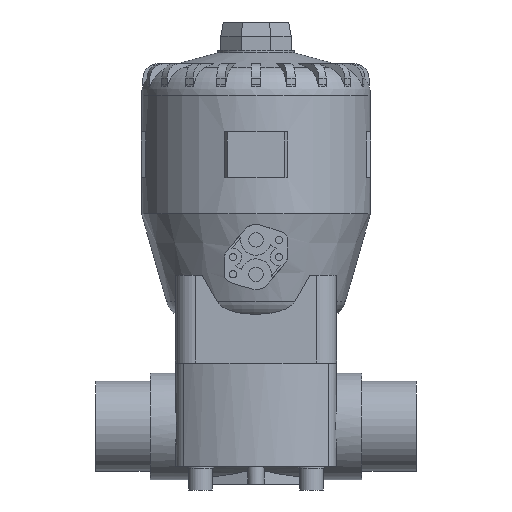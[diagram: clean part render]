
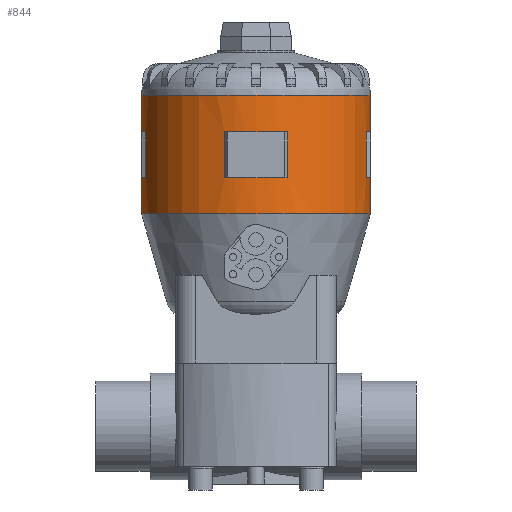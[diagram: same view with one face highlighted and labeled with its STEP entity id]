
A CAD part, front view. The second image highlights one B-rep face of the part: STEP entity #844.
In plain terms, the highlighted cylindrical face has radius 80 mm (diameter 160 mm), a partial arc.
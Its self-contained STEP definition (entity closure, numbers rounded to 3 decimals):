
#844=ADVANCED_FACE('',(#1753,#1754),#1755,.T.);
#1753=FACE_OUTER_BOUND('',#2731,.T.);
#1754=FACE_BOUND('',#2732,.T.);
#1755=CYLINDRICAL_SURFACE('',#2733,80.0);
#2731=EDGE_LOOP('',(#5246,#5247,#5248,#5249,#5250,#5251,#5252,#5253,#5254,#5255,#5256,#5257));
#2732=EDGE_LOOP('',(#5258,#5259,#5260,#5261,#5262,#5263));
#2733=AXIS2_PLACEMENT_3D('',#5264,#5265,#5266);
#5246=ORIENTED_EDGE('',*,*,#6035,.T.);
#5247=ORIENTED_EDGE('',*,*,#6302,.T.);
#5248=ORIENTED_EDGE('',*,*,#6306,.T.);
#5249=ORIENTED_EDGE('',*,*,#6295,.T.);
#5250=ORIENTED_EDGE('',*,*,#6042,.T.);
#5251=ORIENTED_EDGE('',*,*,#6436,.F.);
#5252=ORIENTED_EDGE('',*,*,#6040,.T.);
#5253=ORIENTED_EDGE('',*,*,#6341,.T.);
#5254=ORIENTED_EDGE('',*,*,#6353,.T.);
#5255=ORIENTED_EDGE('',*,*,#6356,.T.);
#5256=ORIENTED_EDGE('',*,*,#6036,.T.);
#5257=ORIENTED_EDGE('',*,*,#6854,.T.);
#5258=ORIENTED_EDGE('',*,*,#6327,.T.);
#5259=ORIENTED_EDGE('',*,*,#6315,.T.);
#5260=ORIENTED_EDGE('',*,*,#6319,.T.);
#5261=ORIENTED_EDGE('',*,*,#6333,.T.);
#5262=ORIENTED_EDGE('',*,*,#6336,.T.);
#5263=ORIENTED_EDGE('',*,*,#6323,.T.);
#5264=CARTESIAN_POINT('',(0.0,0.0,189.854));
#5265=DIRECTION('',(0.0,0.0,1.0));
#5266=DIRECTION('',(1.0,0.0,0.0));
#6035=EDGE_CURVE('',#7207,#7332,#7333,.T.);
#6036=EDGE_CURVE('',#7334,#7227,#7335,.T.);
#6040=EDGE_CURVE('',#7342,#7340,#7343,.T.);
#6042=EDGE_CURVE('',#7346,#7344,#7347,.T.);
#6295=EDGE_CURVE('',#7726,#7346,#7727,.T.);
#6302=EDGE_CURVE('',#7332,#7736,#7737,.T.);
#6306=EDGE_CURVE('',#7736,#7726,#7742,.T.);
#6315=EDGE_CURVE('',#7752,#7753,#7754,.T.);
#6319=EDGE_CURVE('',#7753,#7759,#7760,.T.);
#6323=EDGE_CURVE('',#7765,#7766,#7767,.T.);
#6327=EDGE_CURVE('',#7766,#7752,#7772,.T.);
#6333=EDGE_CURVE('',#7759,#7779,#7780,.T.);
#6336=EDGE_CURVE('',#7779,#7765,#7783,.T.);
#6341=EDGE_CURVE('',#7340,#7789,#7790,.T.);
#6353=EDGE_CURVE('',#7789,#7805,#7806,.T.);
#6356=EDGE_CURVE('',#7805,#7334,#7809,.T.);
#6436=EDGE_CURVE('',#7342,#7344,#7941,.T.);
#6854=EDGE_CURVE('',#7227,#7207,#8517,.T.);
#7207=VERTEX_POINT('',#9302);
#7227=VERTEX_POINT('',#9359);
#7332=VERTEX_POINT('',#9649);
#7333=LINE('',#9650,#9651);
#7334=VERTEX_POINT('',#9652);
#7335=LINE('',#9653,#9654);
#7340=VERTEX_POINT('',#9660);
#7342=VERTEX_POINT('',#9662);
#7343=LINE('',#9663,#9664);
#7344=VERTEX_POINT('',#9665);
#7346=VERTEX_POINT('',#9667);
#7347=LINE('',#9668,#9669);
#7726=VERTEX_POINT('',#10851);
#7727=CIRCLE('',#10852,80.0);
#7736=VERTEX_POINT('',#10865);
#7737=CIRCLE('',#10866,80.0);
#7742=LINE('',#10873,#10874);
#7752=VERTEX_POINT('',#10888);
#7753=VERTEX_POINT('',#10889);
#7754=CIRCLE('',#10890,80.0);
#7759=VERTEX_POINT('',#10897);
#7760=CIRCLE('',#10898,80.0);
#7765=VERTEX_POINT('',#10905);
#7766=VERTEX_POINT('',#10906);
#7767=CIRCLE('',#10907,80.0);
#7772=LINE('',#10914,#10915);
#7779=VERTEX_POINT('',#10925);
#7780=LINE('',#10926,#10927);
#7783=CIRCLE('',#10931,80.0);
#7789=VERTEX_POINT('',#10939);
#7790=CIRCLE('',#10940,80.0);
#7805=VERTEX_POINT('',#10962);
#7806=LINE('',#10963,#10964);
#7809=CIRCLE('',#10968,80.0);
#7941=CIRCLE('',#11652,80.0);
#8517=CIRCLE('',#12765,80.0);
#9302=CARTESIAN_POINT('',(80.0,0.0,148.463));
#9359=CARTESIAN_POINT('',(-80.0,0.,148.463));
#9649=CARTESIAN_POINT('',(80.0,0.,173.755));
#9650=CARTESIAN_POINT('',(80.0,0.,189.854));
#9651=VECTOR('',#13405,1.0);
#9652=CARTESIAN_POINT('',(-80.0,0.,173.755));
#9653=CARTESIAN_POINT('',(-80.0,0.,189.854));
#9654=VECTOR('',#13406,1.0);
#9660=CARTESIAN_POINT('',(-80.0,0.,205.755));
#9662=CARTESIAN_POINT('',(-80.0,0.,231.245));
#9663=CARTESIAN_POINT('',(-80.0,0.,189.854));
#9664=VECTOR('',#13414,1.0);
#9665=CARTESIAN_POINT('',(80.0,0.0,231.245));
#9667=CARTESIAN_POINT('',(80.0,0.,205.755));
#9668=CARTESIAN_POINT('',(80.0,0.,189.854));
#9669=VECTOR('',#13418,1.0);
#10851=CARTESIAN_POINT('',(76.887,-22.101,205.755));
#10852=AXIS2_PLACEMENT_3D('',#13677,#13678,#13679);
#10865=CARTESIAN_POINT('',(76.887,-22.101,173.755));
#10866=AXIS2_PLACEMENT_3D('',#13684,#13685,#13686);
#10873=CARTESIAN_POINT('',(76.887,-22.101,189.755));
#10874=VECTOR('',#13689,1.0);
#10888=CARTESIAN_POINT('',(-22.101,-76.887,205.755));
#10889=CARTESIAN_POINT('',(0.,-80.0,205.755));
#10890=AXIS2_PLACEMENT_3D('',#13694,#13695,#13696);
#10897=CARTESIAN_POINT('',(22.101,-76.887,205.755));
#10898=AXIS2_PLACEMENT_3D('',#13699,#13700,#13701);
#10905=CARTESIAN_POINT('',(0.,-80.0,173.755));
#10906=CARTESIAN_POINT('',(-22.101,-76.887,173.755));
#10907=AXIS2_PLACEMENT_3D('',#13704,#13705,#13706);
#10914=CARTESIAN_POINT('',(-22.101,-76.887,189.755));
#10915=VECTOR('',#13709,1.0);
#10925=CARTESIAN_POINT('',(22.101,-76.887,173.755));
#10926=CARTESIAN_POINT('',(22.101,-76.887,189.755));
#10927=VECTOR('',#13713,1.0);
#10931=AXIS2_PLACEMENT_3D('',#13715,#13716,#13717);
#10939=CARTESIAN_POINT('',(-76.887,-22.101,205.755));
#10940=AXIS2_PLACEMENT_3D('',#13720,#13721,#13722);
#10962=CARTESIAN_POINT('',(-76.887,-22.101,173.755));
#10963=CARTESIAN_POINT('',(-76.887,-22.101,189.755));
#10964=VECTOR('',#13730,1.0);
#10968=AXIS2_PLACEMENT_3D('',#13732,#13733,#13734);
#11652=AXIS2_PLACEMENT_3D('',#13797,#13798,#13799);
#12765=AXIS2_PLACEMENT_3D('',#14264,#14265,#14266);
#13405=DIRECTION('',(0.0,0.0,1.0));
#13406=DIRECTION('',(-0.0,-0.0,-1.0));
#13414=DIRECTION('',(-0.0,-0.0,-1.0));
#13418=DIRECTION('',(0.0,0.0,1.0));
#13677=CARTESIAN_POINT('',(0.0,0.0,205.755));
#13678=DIRECTION('',(0.0,-0.0,1.0));
#13679=DIRECTION('',(1.0,0.0,0.0));
#13684=CARTESIAN_POINT('',(0.0,0.0,173.755));
#13685=DIRECTION('',(0.0,0.0,-1.0));
#13686=DIRECTION('',(1.0,0.0,0.0));
#13689=DIRECTION('',(0.0,0.0,1.0));
#13694=CARTESIAN_POINT('',(0.0,0.0,205.755));
#13695=DIRECTION('',(0.0,-0.0,1.0));
#13696=DIRECTION('',(1.0,0.0,0.0));
#13699=CARTESIAN_POINT('',(0.0,0.0,205.755));
#13700=DIRECTION('',(0.0,-0.0,1.0));
#13701=DIRECTION('',(1.0,0.0,0.0));
#13704=CARTESIAN_POINT('',(0.0,0.0,173.755));
#13705=DIRECTION('',(0.0,0.0,-1.0));
#13706=DIRECTION('',(1.0,0.0,0.0));
#13709=DIRECTION('',(0.0,0.0,1.0));
#13713=DIRECTION('',(-0.0,-0.0,-1.0));
#13715=CARTESIAN_POINT('',(0.0,0.0,173.755));
#13716=DIRECTION('',(0.0,0.0,-1.0));
#13717=DIRECTION('',(1.0,0.0,0.0));
#13720=CARTESIAN_POINT('',(0.0,0.0,205.755));
#13721=DIRECTION('',(0.0,-0.0,1.0));
#13722=DIRECTION('',(1.0,0.0,0.0));
#13730=DIRECTION('',(-0.0,-0.0,-1.0));
#13732=CARTESIAN_POINT('',(0.0,0.0,173.755));
#13733=DIRECTION('',(0.0,0.0,-1.0));
#13734=DIRECTION('',(1.0,0.0,0.0));
#13797=CARTESIAN_POINT('',(0.0,0.0,231.245));
#13798=DIRECTION('',(0.0,0.0,1.0));
#13799=DIRECTION('',(1.0,0.0,0.0));
#14264=CARTESIAN_POINT('',(0.0,0.0,148.463));
#14265=DIRECTION('',(0.0,0.0,1.0));
#14266=DIRECTION('',(1.0,0.0,0.0));
